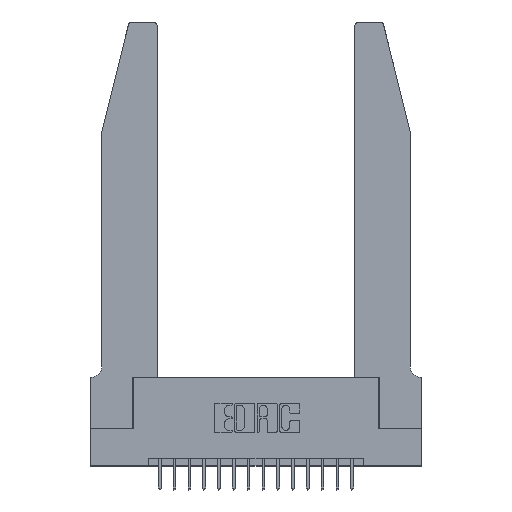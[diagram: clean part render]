
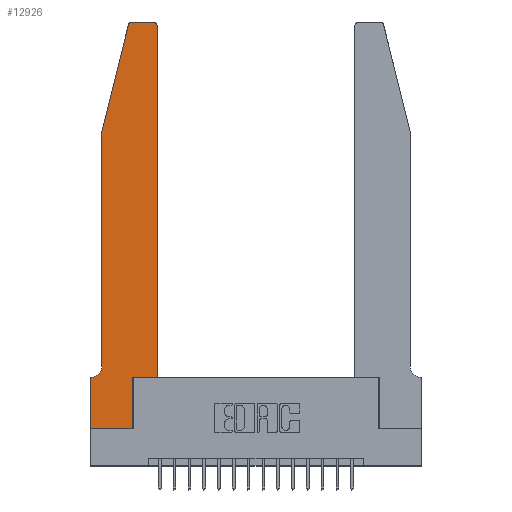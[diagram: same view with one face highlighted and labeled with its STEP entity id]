
A CAD part, top view. The second image highlights one B-rep face of the part: STEP entity #12926.
In plain terms, the highlighted planar face has unit normal (0, 0, 1).
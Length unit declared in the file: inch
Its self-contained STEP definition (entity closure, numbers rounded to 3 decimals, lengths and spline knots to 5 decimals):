
#166 = LINE ( 'NONE', #1777, #11989 ) ;
#180 = LINE ( 'NONE', #9708, #15957 ) ;
#385 = VERTEX_POINT ( 'NONE', #15811 ) ;
#527 = CARTESIAN_POINT ( 'NONE',  ( 0.4505, 2.72, 0.37 ) ) ;
#629 = VECTOR ( 'NONE', #2237, 39.37008 ) ;
#825 = CARTESIAN_POINT ( 'NONE',  ( 0.4505, 0.35, 0.37 ) ) ;
#1135 = CARTESIAN_POINT ( 'NONE',  ( 0., 0., 0.37 ) ) ;
#1142 = CARTESIAN_POINT ( 'NONE',  ( 0.0755, 2., 0.37 ) ) ;
#1555 = DIRECTION ( 'NONE',  ( 0., 0., 1. ) ) ;
#1777 = CARTESIAN_POINT ( 'NONE',  ( 0.0755, 0.35, 0.37 ) ) ;
#1913 = ORIENTED_EDGE ( 'NONE', *, *, #11035, .T. ) ;
#2008 = VERTEX_POINT ( 'NONE', #7817 ) ;
#2237 = DIRECTION ( 'NONE',  ( 0., -1., 0. ) ) ;
#2591 = LINE ( 'NONE', #9780, #9797 ) ;
#2641 = EDGE_CURVE ( 'NONE', #385, #12493, #8005, .T. ) ;
#2764 = DIRECTION ( 'NONE',  ( -0.239, -0.971, 0. ) ) ;
#2874 = CARTESIAN_POINT ( 'NONE',  ( 0.284, 2.72, 0.37 ) ) ;
#3097 = CARTESIAN_POINT ( 'NONE',  ( 0.2865, 0., 0.37 ) ) ;
#3208 = LINE ( 'NONE', #8655, #18649 ) ;
#3343 = VERTEX_POINT ( 'NONE', #3097 ) ;
#3931 = VERTEX_POINT ( 'NONE', #15877 ) ;
#4143 = CARTESIAN_POINT ( 'NONE',  ( 0.4505, 0.35, 0.37 ) ) ;
#4174 = CARTESIAN_POINT ( 'NONE',  ( 0.4205, 2.72, 0.37 ) ) ;
#4440 = VERTEX_POINT ( 'NONE', #527 ) ;
#4472 = DIRECTION ( 'NONE',  ( 1., 0., 0. ) ) ;
#4872 = LINE ( 'NONE', #6768, #629 ) ;
#4934 = ORIENTED_EDGE ( 'NONE', *, *, #14792, .T. ) ;
#4969 = DIRECTION ( 'NONE',  ( -1., 0., 0. ) ) ;
#5215 = LINE ( 'NONE', #825, #17563 ) ;
#5223 = EDGE_CURVE ( 'NONE', #13831, #4440, #12362, .T. ) ;
#5294 = DIRECTION ( 'NONE',  ( 0., -1., 0. ) ) ;
#5441 = ORIENTED_EDGE ( 'NONE', *, *, #8878, .T. ) ;
#5549 = ORIENTED_EDGE ( 'NONE', *, *, #8071, .T. ) ;
#5616 = EDGE_CURVE ( 'NONE', #7338, #3931, #2591, .T. ) ;
#5753 = DIRECTION ( 'NONE',  ( 1., 0., 0. ) ) ;
#5925 = ORIENTED_EDGE ( 'NONE', *, *, #19220, .T. ) ;
#6059 = ORIENTED_EDGE ( 'NONE', *, *, #5223, .T. ) ;
#6263 = PLANE ( 'NONE',  #16459 ) ;
#6721 = AXIS2_PLACEMENT_3D ( 'NONE', #4174, #14696, #5753 ) ;
#6768 = CARTESIAN_POINT ( 'NONE',  ( 0., 0., 0.37 ) ) ;
#6812 = CARTESIAN_POINT ( 'NONE',  ( 0.284, 2.75, 0.37 ) ) ;
#6822 = VERTEX_POINT ( 'NONE', #14083 ) ;
#7097 = VERTEX_POINT ( 'NONE', #1135 ) ;
#7251 = EDGE_LOOP ( 'NONE', ( #14095, #5925, #5441, #17722, #7837, #4934, #17105, #16294, #10273, #5549, #6059, #1913 ) ) ;
#7338 = VERTEX_POINT ( 'NONE', #9525 ) ;
#7341 = CARTESIAN_POINT ( 'NONE',  ( 0.0055, 0.42, 0.37 ) ) ;
#7817 = CARTESIAN_POINT ( 'NONE',  ( 0.2865, 0.35, 0.37 ) ) ;
#7837 = ORIENTED_EDGE ( 'NONE', *, *, #9500, .T. ) ;
#8005 = LINE ( 'NONE', #17268, #10584 ) ;
#8071 = EDGE_CURVE ( 'NONE', #2008, #13831, #5215, .T. ) ;
#8655 = CARTESIAN_POINT ( 'NONE',  ( 0., 0., 0.37 ) ) ;
#8717 = VERTEX_POINT ( 'NONE', #14548 ) ;
#8871 = DIRECTION ( 'NONE',  ( -1., 0., 0. ) ) ;
#8878 = EDGE_CURVE ( 'NONE', #9279, #7338, #19525, .T. ) ;
#8885 = VECTOR ( 'NONE', #14672, 39.37008 ) ;
#8915 = CIRCLE ( 'NONE', #11596, 0.07 ) ;
#9149 = CIRCLE ( 'NONE', #19560, 0.03 ) ;
#9279 = VERTEX_POINT ( 'NONE', #14263 ) ;
#9500 = EDGE_CURVE ( 'NONE', #3931, #8717, #8915, .T. ) ;
#9525 = CARTESIAN_POINT ( 'NONE',  ( 0.0755, 2., 0.37 ) ) ;
#9708 = CARTESIAN_POINT ( 'NONE',  ( 0.2865, 0.35, 0.37 ) ) ;
#9777 = DIRECTION ( 'NONE',  ( 0., 1., 0. ) ) ;
#9780 = CARTESIAN_POINT ( 'NONE',  ( 0.0755, 2., 0.37 ) ) ;
#9797 = VECTOR ( 'NONE', #5294, 39.37008 ) ;
#10273 = ORIENTED_EDGE ( 'NONE', *, *, #13593, .T. ) ;
#10584 = VECTOR ( 'NONE', #19025, 39.37008 ) ;
#11035 = EDGE_CURVE ( 'NONE', #4440, #385, #11883, .T. ) ;
#11596 = AXIS2_PLACEMENT_3D ( 'NONE', #7341, #17715, #8871 ) ;
#11734 = VECTOR ( 'NONE', #2764, 39.37008 ) ;
#11883 = CIRCLE ( 'NONE', #6721, 0.03 ) ;
#11989 = VECTOR ( 'NONE', #4969, 39.37008 ) ;
#12257 = DIRECTION ( 'NONE',  ( 1., 0., 0. ) ) ;
#12362 = LINE ( 'NONE', #4143, #8885 ) ;
#12493 = VERTEX_POINT ( 'NONE', #6812 ) ;
#12926 = ADVANCED_FACE ( 'NONE', ( #19147 ), #6263, .T. ) ;
#13076 = DIRECTION ( 'NONE',  ( 1., 0., 0. ) ) ;
#13465 = DIRECTION ( 'NONE',  ( 0., 0., 1. ) ) ;
#13593 = EDGE_CURVE ( 'NONE', #3343, #2008, #180, .T. ) ;
#13831 = VERTEX_POINT ( 'NONE', #19032 ) ;
#14083 = CARTESIAN_POINT ( 'NONE',  ( 0., 0.35, 0.37 ) ) ;
#14095 = ORIENTED_EDGE ( 'NONE', *, *, #2641, .T. ) ;
#14263 = CARTESIAN_POINT ( 'NONE',  ( 0.25487, 2.72718, 0.37 ) ) ;
#14548 = CARTESIAN_POINT ( 'NONE',  ( 0.0055, 0.35, 0.37 ) ) ;
#14672 = DIRECTION ( 'NONE',  ( 0., 1., 0. ) ) ;
#14696 = DIRECTION ( 'NONE',  ( 0., 0., 1. ) ) ;
#14792 = EDGE_CURVE ( 'NONE', #8717, #6822, #166, .T. ) ;
#15811 = CARTESIAN_POINT ( 'NONE',  ( 0.4205, 2.75, 0.37 ) ) ;
#15877 = CARTESIAN_POINT ( 'NONE',  ( 0.0755, 0.42, 0.37 ) ) ;
#15957 = VECTOR ( 'NONE', #9777, 39.37008 ) ;
#16294 = ORIENTED_EDGE ( 'NONE', *, *, #17427, .T. ) ;
#16459 = AXIS2_PLACEMENT_3D ( 'NONE', #16664, #1555, #12257 ) ;
#16664 = CARTESIAN_POINT ( 'NONE',  ( 0., 0.35, 0.37 ) ) ;
#17105 = ORIENTED_EDGE ( 'NONE', *, *, #18978, .T. ) ;
#17268 = CARTESIAN_POINT ( 'NONE',  ( 0.2605, 2.75, 0.37 ) ) ;
#17427 = EDGE_CURVE ( 'NONE', #7097, #3343, #3208, .T. ) ;
#17563 = VECTOR ( 'NONE', #13076, 39.37008 ) ;
#17715 = DIRECTION ( 'NONE',  ( 0., 0., -1. ) ) ;
#17722 = ORIENTED_EDGE ( 'NONE', *, *, #5616, .T. ) ;
#18649 = VECTOR ( 'NONE', #18971, 39.37008 ) ;
#18971 = DIRECTION ( 'NONE',  ( 1., 0., 0. ) ) ;
#18978 = EDGE_CURVE ( 'NONE', #6822, #7097, #4872, .T. ) ;
#19025 = DIRECTION ( 'NONE',  ( -1., 0., 0. ) ) ;
#19032 = CARTESIAN_POINT ( 'NONE',  ( 0.4505, 0.35, 0.37 ) ) ;
#19147 = FACE_OUTER_BOUND ( 'NONE', #7251, .T. ) ;
#19220 = EDGE_CURVE ( 'NONE', #12493, #9279, #9149, .T. ) ;
#19525 = LINE ( 'NONE', #1142, #11734 ) ;
#19560 = AXIS2_PLACEMENT_3D ( 'NONE', #2874, #13465, #4472 ) ;
